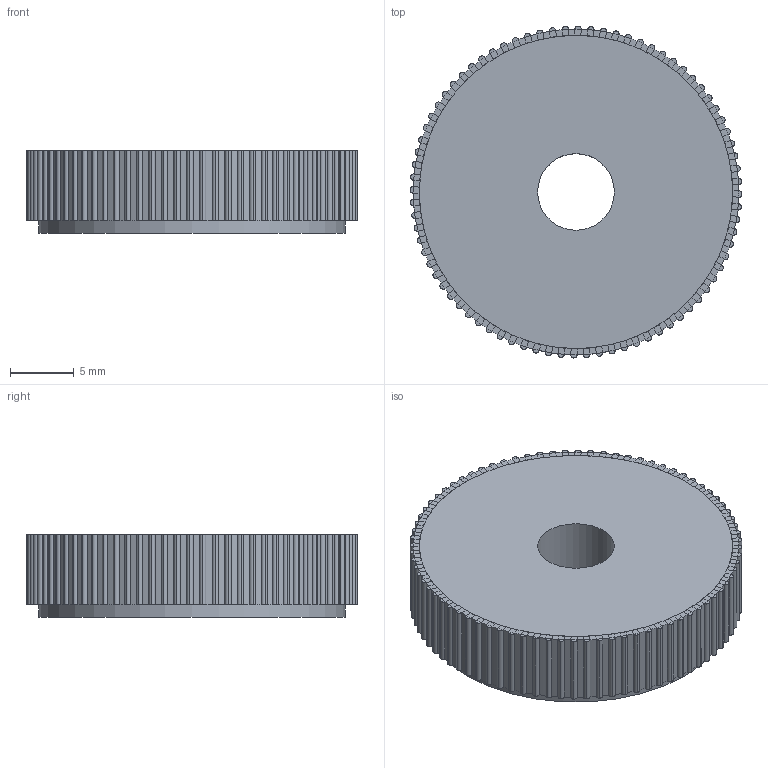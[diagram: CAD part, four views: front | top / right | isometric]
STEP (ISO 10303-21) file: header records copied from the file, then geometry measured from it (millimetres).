
FILE_DESCRIPTION(('FreeCAD Model'),'2;1');
FILE_NAME('contre_ecrou.step','2021-02-03T17:43:35',('Author'),(''), 'Open CASCADE STEP processor 7.3','FreeCAD','Unknown');
FILE_SCHEMA(('AUTOMOTIVE_DESIGN { 1 0 10303 214 1 1 1 1 }'));
Length unit declared in the file: millimetre
Products named in the file (1): Pad002
Bounding box: 26 x 26 x 6.5 mm (x, y, z)
Volume: 3119.4 mm3; surface area: 1747.5 mm2
Topology: 1 solids, 1 shells, 1047 faces, 2331 edges, 1288 vertices
Faces by surface type: plane 804, cylinder 243
Full cylindrical faces by diameter (mm): 6 x1, 6.17 x1, 24 x1
Entity records: 28594 total; most frequent: DIRECTION 5715, CARTESIAN_POINT 4667, ORIENTED_EDGE 4662, AXIS2_PLACEMENT_3D 2336, EDGE_CURVE 2331, VERTEX_POINT 1288, CIRCLE 1288, FACE_BOUND 1051
